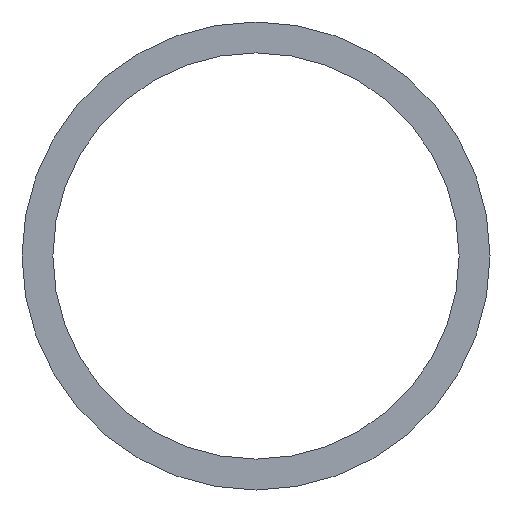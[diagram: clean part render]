
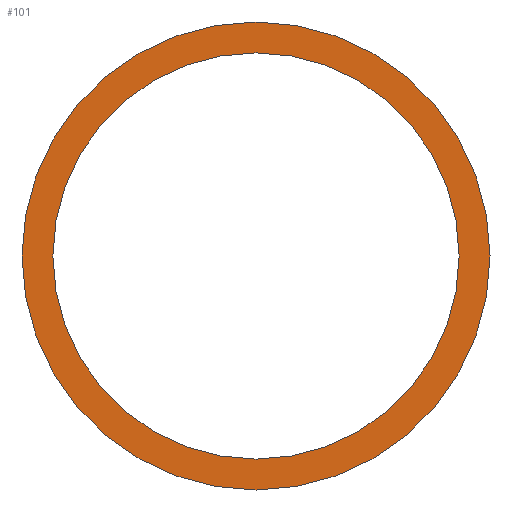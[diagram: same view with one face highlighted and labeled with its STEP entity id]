
A CAD part, front view. The second image highlights one B-rep face of the part: STEP entity #101.
In plain terms, the highlighted planar face has unit normal (0, -1, 0).
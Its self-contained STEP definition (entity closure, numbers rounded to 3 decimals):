
#4 = CARTESIAN_POINT ( 'NONE',  ( 0., 0., 7.95 ) ) ;
#8 = EDGE_CURVE ( 'NONE', #88, #75, #97, .T. ) ;
#17 = PLANE ( 'NONE',  #198 ) ;
#28 = CARTESIAN_POINT ( 'NONE',  ( 0., 0., -6.9 ) ) ;
#29 = CARTESIAN_POINT ( 'NONE',  ( 0., 0., -7.95 ) ) ;
#33 = CARTESIAN_POINT ( 'NONE',  ( 0., 0., 0. ) ) ;
#36 = DIRECTION ( 'NONE',  ( 0., 1., 0. ) ) ;
#57 = EDGE_LOOP ( 'NONE', ( #210, #74 ) ) ;
#59 = CARTESIAN_POINT ( 'NONE',  ( 0., 0., 0. ) ) ;
#61 = DIRECTION ( 'NONE',  ( 0., 0., 1. ) ) ;
#74 = ORIENTED_EDGE ( 'NONE', *, *, #188, .T. ) ;
#75 = VERTEX_POINT ( 'NONE', #29 ) ;
#81 = CARTESIAN_POINT ( 'NONE',  ( 0., 0., 0. ) ) ;
#85 = CIRCLE ( 'NONE', #158, 6.9 ) ;
#88 = VERTEX_POINT ( 'NONE', #4 ) ;
#95 = AXIS2_PLACEMENT_3D ( 'NONE', #81, #157, #214 ) ;
#97 = CIRCLE ( 'NONE', #162, 7.95 ) ;
#99 = ORIENTED_EDGE ( 'NONE', *, *, #8, .F. ) ;
#100 = CARTESIAN_POINT ( 'NONE',  ( 0., 0., 0. ) ) ;
#101 = ADVANCED_FACE ( 'NONE', ( #140, #104 ), #17, .F. ) ;
#103 = VERTEX_POINT ( 'NONE', #192 ) ;
#104 = FACE_BOUND ( 'NONE', #57, .T. ) ;
#112 = EDGE_CURVE ( 'NONE', #148, #103, #189, .T. ) ;
#113 = CARTESIAN_POINT ( 'NONE',  ( 0., 0., 0. ) ) ;
#120 = AXIS2_PLACEMENT_3D ( 'NONE', #113, #36, #181 ) ;
#140 = FACE_OUTER_BOUND ( 'NONE', #212, .T. ) ;
#143 = DIRECTION ( 'NONE',  ( 0., 0., 1. ) ) ;
#145 = ORIENTED_EDGE ( 'NONE', *, *, #173, .F. ) ;
#148 = VERTEX_POINT ( 'NONE', #28 ) ;
#157 = DIRECTION ( 'NONE',  ( 0., 1., 0. ) ) ;
#158 = AXIS2_PLACEMENT_3D ( 'NONE', #100, #180, #143 ) ;
#162 = AXIS2_PLACEMENT_3D ( 'NONE', #59, #187, #61 ) ;
#173 = EDGE_CURVE ( 'NONE', #75, #88, #179, .T. ) ;
#174 = DIRECTION ( 'NONE',  ( 0., 0., 1. ) ) ;
#179 = CIRCLE ( 'NONE', #120, 7.95 ) ;
#180 = DIRECTION ( 'NONE',  ( 0., 1., 0. ) ) ;
#181 = DIRECTION ( 'NONE',  ( 0., 0., 1. ) ) ;
#187 = DIRECTION ( 'NONE',  ( 0., 1., 0. ) ) ;
#188 = EDGE_CURVE ( 'NONE', #103, #148, #85, .T. ) ;
#189 = CIRCLE ( 'NONE', #95, 6.9 ) ;
#192 = CARTESIAN_POINT ( 'NONE',  ( 0., 0., 6.9 ) ) ;
#196 = DIRECTION ( 'NONE',  ( 0., 1., 0. ) ) ;
#198 = AXIS2_PLACEMENT_3D ( 'NONE', #33, #196, #174 ) ;
#210 = ORIENTED_EDGE ( 'NONE', *, *, #112, .T. ) ;
#212 = EDGE_LOOP ( 'NONE', ( #145, #99 ) ) ;
#214 = DIRECTION ( 'NONE',  ( 0., 0., 1. ) ) ;
